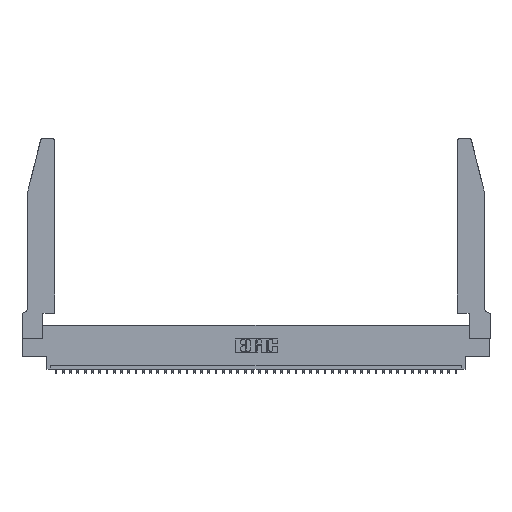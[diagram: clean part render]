
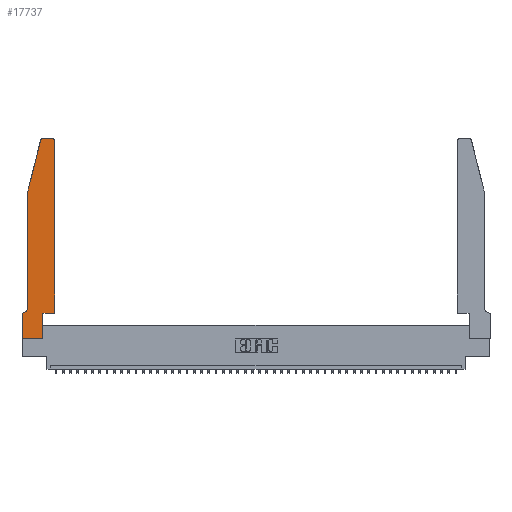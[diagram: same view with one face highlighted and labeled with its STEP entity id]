
A CAD part, top view. The second image highlights one B-rep face of the part: STEP entity #17737.
In plain terms, the highlighted planar face has unit normal (0, 0, 1).
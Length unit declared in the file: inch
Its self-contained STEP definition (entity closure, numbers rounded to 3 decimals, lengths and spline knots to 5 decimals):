
#148 = VERTEX_POINT ( 'NONE', #7152 ) ;
#274 = LINE ( 'NONE', #11955, #23873 ) ;
#320 = DIRECTION ( 'NONE',  ( 0., -1., 0. ) ) ;
#495 = VECTOR ( 'NONE', #5882, 39.37008 ) ;
#800 = AXIS2_PLACEMENT_3D ( 'NONE', #24882, #42373, #3904 ) ;
#1190 = CARTESIAN_POINT ( 'NONE',  ( 0., 0.35, 0.37 ) ) ;
#3155 = VECTOR ( 'NONE', #320, 39.37008 ) ;
#3425 = EDGE_CURVE ( 'NONE', #44181, #32229, #18469, .T. ) ;
#3904 = DIRECTION ( 'NONE',  ( 1., 0., 0. ) ) ;
#4303 = CARTESIAN_POINT ( 'NONE',  ( 0.2865, 0.35, 0.37 ) ) ;
#4652 = VERTEX_POINT ( 'NONE', #4303 ) ;
#5197 = EDGE_CURVE ( 'NONE', #34880, #44181, #31907, .T. ) ;
#5882 = DIRECTION ( 'NONE',  ( 0., 1., 0. ) ) ;
#7152 = CARTESIAN_POINT ( 'NONE',  ( 0.4505, 2.72, 0.37 ) ) ;
#8638 = CARTESIAN_POINT ( 'NONE',  ( 0.4505, 0.35, 0.37 ) ) ;
#9301 = VERTEX_POINT ( 'NONE', #40595 ) ;
#9635 = DIRECTION ( 'NONE',  ( 1., 0., 0. ) ) ;
#10685 = CARTESIAN_POINT ( 'NONE',  ( 0., 0.35, 0.37 ) ) ;
#11625 = CARTESIAN_POINT ( 'NONE',  ( 0.284, 2.72, 0.37 ) ) ;
#11955 = CARTESIAN_POINT ( 'NONE',  ( 0.4505, 0.35, 0.37 ) ) ;
#12258 = DIRECTION ( 'NONE',  ( 1., 0., 0. ) ) ;
#12295 = VERTEX_POINT ( 'NONE', #8638 ) ;
#12354 = CARTESIAN_POINT ( 'NONE',  ( 0.0055, 0.42, 0.37 ) ) ;
#13359 = ORIENTED_EDGE ( 'NONE', *, *, #40208, .T. ) ;
#14478 = VERTEX_POINT ( 'NONE', #10685 ) ;
#15616 = CARTESIAN_POINT ( 'NONE',  ( 0., 0., 0.37 ) ) ;
#15983 = DIRECTION ( 'NONE',  ( -1., 0., 0. ) ) ;
#17289 = ORIENTED_EDGE ( 'NONE', *, *, #3425, .T. ) ;
#17295 = EDGE_CURVE ( 'NONE', #4652, #12295, #33088, .T. ) ;
#17737 = ADVANCED_FACE ( 'NONE', ( #35734 ), #18661, .T. ) ;
#18469 = LINE ( 'NONE', #42180, #3155 ) ;
#18565 = CIRCLE ( 'NONE', #31858, 0.07 ) ;
#18661 = PLANE ( 'NONE',  #40412 ) ;
#19176 = CARTESIAN_POINT ( 'NONE',  ( 0.284, 2.75, 0.37 ) ) ;
#20232 = VERTEX_POINT ( 'NONE', #26058 ) ;
#20252 = DIRECTION ( 'NONE',  ( -0.239, -0.971, 0. ) ) ;
#20280 = EDGE_CURVE ( 'NONE', #9301, #4652, #28984, .T. ) ;
#20344 = ORIENTED_EDGE ( 'NONE', *, *, #31859, .T. ) ;
#20463 = VECTOR ( 'NONE', #20252, 39.37008 ) ;
#20565 = DIRECTION ( 'NONE',  ( 0., 1., 0. ) ) ;
#20574 = ORIENTED_EDGE ( 'NONE', *, *, #34961, .T. ) ;
#20630 = VERTEX_POINT ( 'NONE', #15616 ) ;
#21090 = VECTOR ( 'NONE', #22748, 39.37008 ) ;
#21370 = DIRECTION ( 'NONE',  ( -1., 0., 0. ) ) ;
#21565 = ORIENTED_EDGE ( 'NONE', *, *, #24627, .T. ) ;
#22274 = CARTESIAN_POINT ( 'NONE',  ( 0.0755, 0.35, 0.37 ) ) ;
#22596 = ORIENTED_EDGE ( 'NONE', *, *, #5197, .T. ) ;
#22748 = DIRECTION ( 'NONE',  ( -1., 0., 0. ) ) ;
#22932 = EDGE_CURVE ( 'NONE', #12295, #148, #274, .T. ) ;
#23486 = EDGE_LOOP ( 'NONE', ( #35476, #20574, #22596, #17289, #36093, #20344, #21565, #13359, #42594, #34332, #35077, #27748 ) ) ;
#23490 = CARTESIAN_POINT ( 'NONE',  ( 0.0755, 0.42, 0.37 ) ) ;
#23818 = VECTOR ( 'NONE', #9635, 39.37008 ) ;
#23873 = VECTOR ( 'NONE', #20565, 39.37008 ) ;
#24627 = EDGE_CURVE ( 'NONE', #14478, #20630, #35647, .T. ) ;
#24882 = CARTESIAN_POINT ( 'NONE',  ( 0.4205, 2.72, 0.37 ) ) ;
#25944 = DIRECTION ( 'NONE',  ( 0., 0., -1. ) ) ;
#25983 = EDGE_CURVE ( 'NONE', #32229, #20232, #18565, .T. ) ;
#26058 = CARTESIAN_POINT ( 'NONE',  ( 0.0055, 0.35, 0.37 ) ) ;
#26624 = DIRECTION ( 'NONE',  ( 0., 0., 1. ) ) ;
#27425 = CARTESIAN_POINT ( 'NONE',  ( 0.0755, 2., 0.37 ) ) ;
#27620 = EDGE_CURVE ( 'NONE', #148, #30997, #38639, .T. ) ;
#27748 = ORIENTED_EDGE ( 'NONE', *, *, #27620, .T. ) ;
#28118 = CARTESIAN_POINT ( 'NONE',  ( 0.0755, 2., 0.37 ) ) ;
#28761 = CARTESIAN_POINT ( 'NONE',  ( 0.4205, 2.75, 0.37 ) ) ;
#28882 = VECTOR ( 'NONE', #43321, 39.37008 ) ;
#28984 = LINE ( 'NONE', #29912, #495 ) ;
#29234 = DIRECTION ( 'NONE',  ( 0., 0., 1. ) ) ;
#29286 = CARTESIAN_POINT ( 'NONE',  ( 0.4505, 0.35, 0.37 ) ) ;
#29912 = CARTESIAN_POINT ( 'NONE',  ( 0.2865, 0.35, 0.37 ) ) ;
#30321 = LINE ( 'NONE', #42241, #36261 ) ;
#30755 = CARTESIAN_POINT ( 'NONE',  ( 0.25487, 2.72718, 0.37 ) ) ;
#30997 = VERTEX_POINT ( 'NONE', #28761 ) ;
#31743 = VERTEX_POINT ( 'NONE', #19176 ) ;
#31858 = AXIS2_PLACEMENT_3D ( 'NONE', #12354, #25944, #15983 ) ;
#31859 = EDGE_CURVE ( 'NONE', #20232, #14478, #33091, .T. ) ;
#31907 = LINE ( 'NONE', #27425, #20463 ) ;
#32229 = VERTEX_POINT ( 'NONE', #23490 ) ;
#33088 = LINE ( 'NONE', #29286, #23818 ) ;
#33091 = LINE ( 'NONE', #22274, #21090 ) ;
#34332 = ORIENTED_EDGE ( 'NONE', *, *, #17295, .T. ) ;
#34594 = VECTOR ( 'NONE', #39324, 39.37008 ) ;
#34880 = VERTEX_POINT ( 'NONE', #30755 ) ;
#34961 = EDGE_CURVE ( 'NONE', #31743, #34880, #35322, .T. ) ;
#35077 = ORIENTED_EDGE ( 'NONE', *, *, #22932, .T. ) ;
#35322 = CIRCLE ( 'NONE', #42535, 0.03 ) ;
#35377 = CARTESIAN_POINT ( 'NONE',  ( 0., 0., 0.37 ) ) ;
#35476 = ORIENTED_EDGE ( 'NONE', *, *, #37502, .T. ) ;
#35647 = LINE ( 'NONE', #35377, #34594 ) ;
#35734 = FACE_OUTER_BOUND ( 'NONE', #23486, .T. ) ;
#36093 = ORIENTED_EDGE ( 'NONE', *, *, #25983, .T. ) ;
#36261 = VECTOR ( 'NONE', #21370, 39.37008 ) ;
#37502 = EDGE_CURVE ( 'NONE', #30997, #31743, #30321, .T. ) ;
#38639 = CIRCLE ( 'NONE', #800, 0.03 ) ;
#39324 = DIRECTION ( 'NONE',  ( 0., -1., 0. ) ) ;
#39824 = CARTESIAN_POINT ( 'NONE',  ( 0., 0., 0.37 ) ) ;
#40208 = EDGE_CURVE ( 'NONE', #20630, #9301, #45237, .T. ) ;
#40412 = AXIS2_PLACEMENT_3D ( 'NONE', #1190, #26624, #43986 ) ;
#40595 = CARTESIAN_POINT ( 'NONE',  ( 0.2865, 0., 0.37 ) ) ;
#42180 = CARTESIAN_POINT ( 'NONE',  ( 0.0755, 2., 0.37 ) ) ;
#42241 = CARTESIAN_POINT ( 'NONE',  ( 0.2605, 2.75, 0.37 ) ) ;
#42373 = DIRECTION ( 'NONE',  ( 0., 0., 1. ) ) ;
#42535 = AXIS2_PLACEMENT_3D ( 'NONE', #11625, #29234, #12258 ) ;
#42594 = ORIENTED_EDGE ( 'NONE', *, *, #20280, .T. ) ;
#43321 = DIRECTION ( 'NONE',  ( 1., 0., 0. ) ) ;
#43986 = DIRECTION ( 'NONE',  ( 1., 0., 0. ) ) ;
#44181 = VERTEX_POINT ( 'NONE', #28118 ) ;
#45237 = LINE ( 'NONE', #39824, #28882 ) ;
